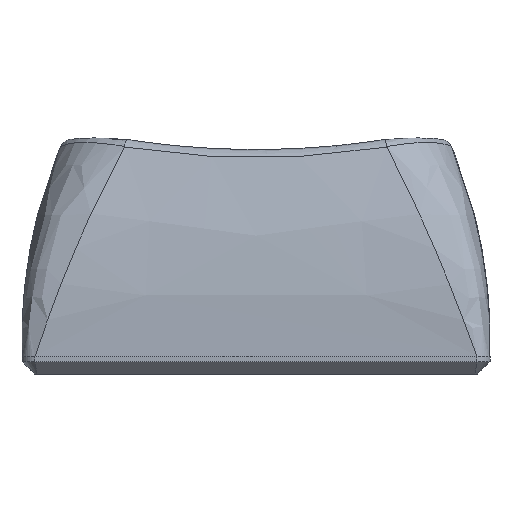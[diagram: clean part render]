
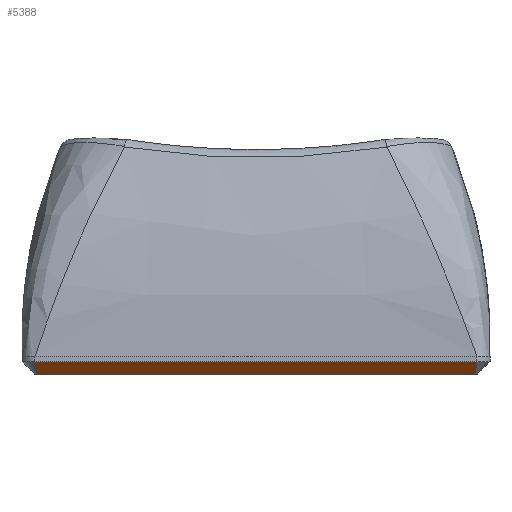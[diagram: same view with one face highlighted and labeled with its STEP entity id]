
A CAD part, front view. The second image highlights one B-rep face of the part: STEP entity #5388.
In plain terms, the highlighted planar face has unit normal (0, -0.707, -0.707).
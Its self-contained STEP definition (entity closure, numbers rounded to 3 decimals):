
#720 = PLANE('',#721);
#721 = AXIS2_PLACEMENT_3D('',#722,#723,#724);
#722 = CARTESIAN_POINT('',(-8.5,-9.,0.672));
#723 = DIRECTION('',(0.,-1.,0.));
#724 = DIRECTION('',(1.,0.,0.));
#1973 = VERTEX_POINT('',#1974);
#1974 = CARTESIAN_POINT('',(-8.5,-9.,0.48));
#2000 = EDGE_CURVE('',#1973,#2001,#2003,.T.);
#2001 = VERTEX_POINT('',#2002);
#2002 = CARTESIAN_POINT('',(8.5,-9.,0.48));
#2003 = SURFACE_CURVE('',#2004,(#2008,#2015),.PCURVE_S1.);
#2004 = LINE('',#2005,#2006);
#2005 = CARTESIAN_POINT('',(-8.5,-9.,0.48));
#2006 = VECTOR('',#2007,1.);
#2007 = DIRECTION('',(1.,0.,0.));
#2008 = PCURVE('',#720,#2009);
#2009 = DEFINITIONAL_REPRESENTATION('',(#2010),#2014);
#2010 = LINE('',#2011,#2012);
#2011 = CARTESIAN_POINT('',(0.,-0.192));
#2012 = VECTOR('',#2013,1.);
#2013 = DIRECTION('',(1.,0.));
#2014 = ( GEOMETRIC_REPRESENTATION_CONTEXT(2) 
PARAMETRIC_REPRESENTATION_CONTEXT() REPRESENTATION_CONTEXT('2D SPACE',''
  ) );
#2015 = PCURVE('',#2016,#2021);
#2016 = PLANE('',#2017);
#2017 = AXIS2_PLACEMENT_3D('',#2018,#2019,#2020);
#2018 = CARTESIAN_POINT('',(-8.5,-8.76,0.24));
#2019 = DIRECTION('',(0.,0.707,0.707)
  );
#2020 = DIRECTION('',(1.,0.,0.));
#2021 = DEFINITIONAL_REPRESENTATION('',(#2022),#2026);
#2022 = LINE('',#2023,#2024);
#2023 = CARTESIAN_POINT('',(0.,-0.339));
#2024 = VECTOR('',#2025,1.);
#2025 = DIRECTION('',(1.,0.));
#2026 = ( GEOMETRIC_REPRESENTATION_CONTEXT(2) 
PARAMETRIC_REPRESENTATION_CONTEXT() REPRESENTATION_CONTEXT('2D SPACE',''
  ) );
#3188 = CONICAL_SURFACE('',#3189,0.7,0.785);
#3189 = AXIS2_PLACEMENT_3D('',#3190,#3191,#3192);
#3190 = CARTESIAN_POINT('',(8.323,-8.323,0.48));
#3191 = DIRECTION('',(-0.,-0.,1.));
#3192 = DIRECTION('',(0.967,-0.253,0.));
#5388 = ADVANCED_FACE('',(#5389),#2016,.F.);
#5389 = FACE_BOUND('',#5390,.F.);
#5390 = EDGE_LOOP('',(#5391,#5426,#5427,#5457));
#5391 = ORIENTED_EDGE('',*,*,#5392,.F.);
#5392 = EDGE_CURVE('',#1973,#5393,#5395,.T.);
#5393 = VERTEX_POINT('',#5394);
#5394 = CARTESIAN_POINT('',(-8.42,-8.52,0.));
#5395 = SURFACE_CURVE('',#5396,(#5401,#5408),.PCURVE_S1.);
#5396 = PARABOLA('',#5397,0.008);
#5397 = AXIS2_PLACEMENT_3D('',#5398,#5399,#5400);
#5398 = CARTESIAN_POINT('',(-8.323,-8.311,
    -0.209));
#5399 = DIRECTION('',(0.,0.707,0.707)
  );
#5400 = DIRECTION('',(0.,-0.707,0.707)
  );
#5401 = PCURVE('',#2016,#5402);
#5402 = DEFINITIONAL_REPRESENTATION('',(#5403),#5407);
#5403 = B_SPLINE_CURVE_WITH_KNOTS('',2,(#5404,#5405,#5406),
  .UNSPECIFIED.,.F.,.F.,(3,3),(-0.177,-0.098),
  .PIECEWISE_BEZIER_KNOTS.);
#5404 = CARTESIAN_POINT('',(0.,-0.339));
#5405 = CARTESIAN_POINT('',(0.04,0.098));
#5406 = CARTESIAN_POINT('',(0.08,0.339));
#5407 = ( GEOMETRIC_REPRESENTATION_CONTEXT(2) 
PARAMETRIC_REPRESENTATION_CONTEXT() REPRESENTATION_CONTEXT('2D SPACE',''
  ) );
#5408 = PCURVE('',#5409,#5414);
#5409 = CONICAL_SURFACE('',#5410,0.7,0.785);
#5410 = AXIS2_PLACEMENT_3D('',#5411,#5412,#5413);
#5411 = CARTESIAN_POINT('',(-8.323,-8.323,0.48));
#5412 = DIRECTION('',(-0.,-0.,1.));
#5413 = DIRECTION('',(-0.253,-0.967,-0.));
#5414 = DEFINITIONAL_REPRESENTATION('',(#5415),#5425);
#5415 = B_SPLINE_CURVE_WITH_KNOTS('',8,(#5416,#5417,#5418,#5419,#5420,
    #5421,#5422,#5423,#5424),.UNSPECIFIED.,.F.,.F.,(9,9),(
    -0.177,-0.098),.PIECEWISE_BEZIER_KNOTS.);
#5416 = CARTESIAN_POINT('',(0.,0.));
#5417 = CARTESIAN_POINT('',(-0.014,-0.077));
#5418 = CARTESIAN_POINT('',(-0.03,-0.15));
#5419 = CARTESIAN_POINT('',(-0.048,-0.217));
#5420 = CARTESIAN_POINT('',(-0.069,-0.28));
#5421 = CARTESIAN_POINT('',(-0.094,-0.337));
#5422 = CARTESIAN_POINT('',(-0.123,-0.39));
#5423 = CARTESIAN_POINT('',(-0.158,-0.437));
#5424 = CARTESIAN_POINT('',(-0.203,-0.48));
#5425 = ( GEOMETRIC_REPRESENTATION_CONTEXT(2) 
PARAMETRIC_REPRESENTATION_CONTEXT() REPRESENTATION_CONTEXT('2D SPACE',''
  ) );
#5426 = ORIENTED_EDGE('',*,*,#2000,.T.);
#5427 = ORIENTED_EDGE('',*,*,#5428,.T.);
#5428 = EDGE_CURVE('',#2001,#5429,#5431,.T.);
#5429 = VERTEX_POINT('',#5430);
#5430 = CARTESIAN_POINT('',(8.42,-8.52,0.));
#5431 = SURFACE_CURVE('',#5432,(#5437,#5444),.PCURVE_S1.);
#5432 = PARABOLA('',#5433,0.008);
#5433 = AXIS2_PLACEMENT_3D('',#5434,#5435,#5436);
#5434 = CARTESIAN_POINT('',(8.323,-8.311,
    -0.209));
#5435 = DIRECTION('',(0.,-0.707,-0.707
    ));
#5436 = DIRECTION('',(0.,-0.707,0.707)
  );
#5437 = PCURVE('',#2016,#5438);
#5438 = DEFINITIONAL_REPRESENTATION('',(#5439),#5443);
#5439 = B_SPLINE_CURVE_WITH_KNOTS('',2,(#5440,#5441,#5442),
  .UNSPECIFIED.,.F.,.F.,(3,3),(-0.177,-0.098),
  .PIECEWISE_BEZIER_KNOTS.);
#5440 = CARTESIAN_POINT('',(17.,-0.339));
#5441 = CARTESIAN_POINT('',(16.96,0.098));
#5442 = CARTESIAN_POINT('',(16.92,0.339));
#5443 = ( GEOMETRIC_REPRESENTATION_CONTEXT(2) 
PARAMETRIC_REPRESENTATION_CONTEXT() REPRESENTATION_CONTEXT('2D SPACE',''
  ) );
#5444 = PCURVE('',#3188,#5445);
#5445 = DEFINITIONAL_REPRESENTATION('',(#5446),#5456);
#5446 = B_SPLINE_CURVE_WITH_KNOTS('',8,(#5447,#5448,#5449,#5450,#5451,
    #5452,#5453,#5454,#5455),.UNSPECIFIED.,.F.,.F.,(9,9),(
    -0.177,-0.098),.PIECEWISE_BEZIER_KNOTS.);
#5447 = CARTESIAN_POINT('',(-1.059,0.));
#5448 = CARTESIAN_POINT('',(-1.045,-0.077));
#5449 = CARTESIAN_POINT('',(-1.029,-0.15));
#5450 = CARTESIAN_POINT('',(-1.01,-0.217));
#5451 = CARTESIAN_POINT('',(-0.99,-0.28));
#5452 = CARTESIAN_POINT('',(-0.965,-0.337));
#5453 = CARTESIAN_POINT('',(-0.936,-0.39));
#5454 = CARTESIAN_POINT('',(-0.901,-0.437));
#5455 = CARTESIAN_POINT('',(-0.856,-0.48));
#5456 = ( GEOMETRIC_REPRESENTATION_CONTEXT(2) 
PARAMETRIC_REPRESENTATION_CONTEXT() REPRESENTATION_CONTEXT('2D SPACE',''
  ) );
#5457 = ORIENTED_EDGE('',*,*,#5458,.F.);
#5458 = EDGE_CURVE('',#5393,#5429,#5459,.T.);
#5459 = SURFACE_CURVE('',#5460,(#5464,#5471),.PCURVE_S1.);
#5460 = LINE('',#5461,#5462);
#5461 = CARTESIAN_POINT('',(-8.5,-8.52,0.));
#5462 = VECTOR('',#5463,1.);
#5463 = DIRECTION('',(1.,0.,0.));
#5464 = PCURVE('',#2016,#5465);
#5465 = DEFINITIONAL_REPRESENTATION('',(#5466),#5470);
#5466 = LINE('',#5467,#5468);
#5467 = CARTESIAN_POINT('',(0.,0.339));
#5468 = VECTOR('',#5469,1.);
#5469 = DIRECTION('',(1.,0.));
#5470 = ( GEOMETRIC_REPRESENTATION_CONTEXT(2) 
PARAMETRIC_REPRESENTATION_CONTEXT() REPRESENTATION_CONTEXT('2D SPACE',''
  ) );
#5471 = PCURVE('',#5472,#5477);
#5472 = PLANE('',#5473);
#5473 = AXIS2_PLACEMENT_3D('',#5474,#5475,#5476);
#5474 = CARTESIAN_POINT('',(8.5,9.,0.));
#5475 = DIRECTION('',(0.,0.,-1.));
#5476 = DIRECTION('',(-1.,0.,0.));
#5477 = DEFINITIONAL_REPRESENTATION('',(#5478),#5482);
#5478 = LINE('',#5479,#5480);
#5479 = CARTESIAN_POINT('',(17.,-17.52));
#5480 = VECTOR('',#5481,1.);
#5481 = DIRECTION('',(-1.,0.));
#5482 = ( GEOMETRIC_REPRESENTATION_CONTEXT(2) 
PARAMETRIC_REPRESENTATION_CONTEXT() REPRESENTATION_CONTEXT('2D SPACE',''
  ) );
